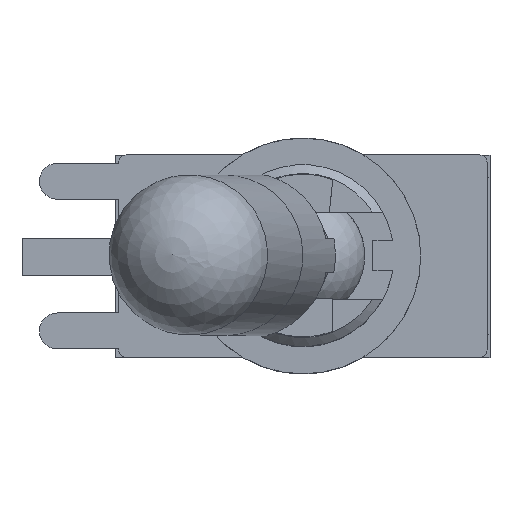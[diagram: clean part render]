
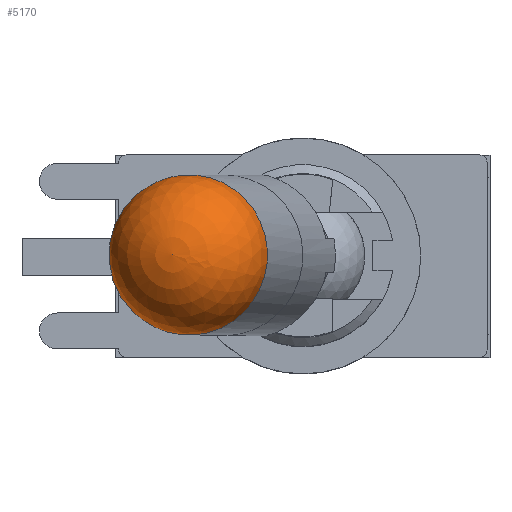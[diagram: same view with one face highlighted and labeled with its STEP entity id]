
A CAD part, top view. The second image highlights one B-rep face of the part: STEP entity #5170.
In plain terms, the highlighted spherical face has radius 2.72 mm.
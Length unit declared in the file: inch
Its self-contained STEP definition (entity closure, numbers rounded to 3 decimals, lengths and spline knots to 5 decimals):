
#102=SPHERICAL_SURFACE('',#5585,0.10709);
#373=FACE_OUTER_BOUND('',#668,.T.);
#668=EDGE_LOOP('',(#4279,#4280,#4281,#4282));
#831=CIRCLE('',#5586,0.10709);
#832=CIRCLE('',#5587,0.10709);
#833=CIRCLE('',#5588,0.10709);
#2334=VERTEX_POINT('',#8282);
#2335=VERTEX_POINT('',#8283);
#2336=VERTEX_POINT('',#8285);
#3005=EDGE_CURVE('',#2334,#2335,#831,.T.);
#3006=EDGE_CURVE('',#2336,#2335,#832,.T.);
#3007=EDGE_CURVE('',#2335,#2334,#833,.T.);
#4279=ORIENTED_EDGE('',*,*,#3005,.T.);
#4280=ORIENTED_EDGE('',*,*,#3006,.F.);
#4281=ORIENTED_EDGE('',*,*,#3006,.T.);
#4282=ORIENTED_EDGE('',*,*,#3007,.T.);
#5170=ADVANCED_FACE('',(#373),#102,.T.);
#5585=AXIS2_PLACEMENT_3D('',#8281,#6777,#6778);
#5586=AXIS2_PLACEMENT_3D('',#8284,#6779,#6780);
#5587=AXIS2_PLACEMENT_3D('',#8286,#6781,#6782);
#5588=AXIS2_PLACEMENT_3D('',#8287,#6783,#6784);
#6777=DIRECTION('center_axis',(-0.21,0.,
0.978));
#6778=DIRECTION('ref_axis',(-0.941,0.273,-0.202));
#6779=DIRECTION('center_axis',(-0.21,0.,
0.978));
#6780=DIRECTION('ref_axis',(0.941,-0.273,0.202));
#6781=DIRECTION('center_axis',(0.266,0.962,0.057));
#6782=DIRECTION('ref_axis',(0.941,-0.273,0.202));
#6783=DIRECTION('center_axis',(-0.21,0.,
0.978));
#6784=DIRECTION('ref_axis',(0.941,-0.273,0.202));
#8281=CARTESIAN_POINT('Origin',(-0.15203,0.,
1.19962));
#8282=CARTESIAN_POINT('',(-0.25277,0.02919,1.17802));
#8283=CARTESIAN_POINT('',(-0.05128,-0.02919,1.22121));
#8284=CARTESIAN_POINT('Origin',(-0.15203,0.,
1.19962));
#8285=CARTESIAN_POINT('',(-0.17447,0.,1.30432));
#8286=CARTESIAN_POINT('Origin',(-0.15203,0.,
1.19962));
#8287=CARTESIAN_POINT('Origin',(-0.15203,0.,
1.19962));
